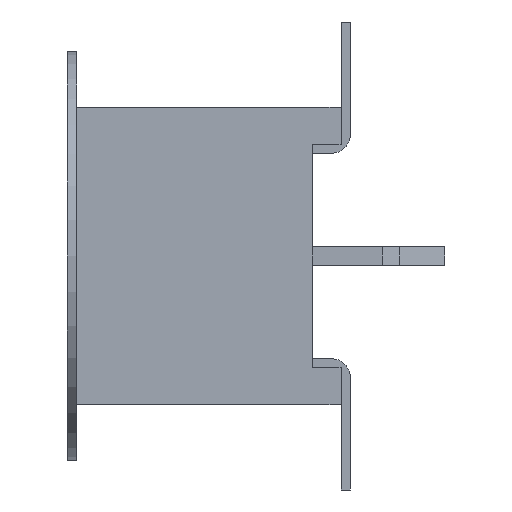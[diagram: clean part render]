
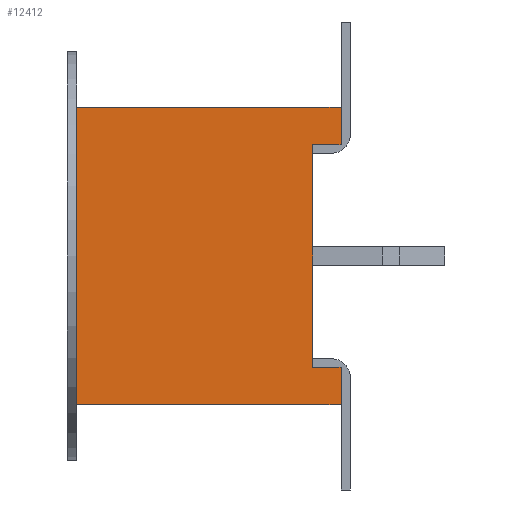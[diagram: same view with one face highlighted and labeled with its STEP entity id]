
A CAD part, left-side view. The second image highlights one B-rep face of the part: STEP entity #12412.
In plain terms, the highlighted planar face has unit normal (-1, 0, 0).
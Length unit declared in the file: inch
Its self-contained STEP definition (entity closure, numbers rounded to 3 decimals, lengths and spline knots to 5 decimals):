
#610=ORIENTED_EDGE('',*,*,#4194,.F.);
#611=ORIENTED_EDGE('',*,*,#4198,.T.);
#612=ORIENTED_EDGE('',*,*,#4197,.T.);
#613=ORIENTED_EDGE('',*,*,#4190,.T.);
#614=ORIENTED_EDGE('',*,*,#4091,.F.);
#615=ORIENTED_EDGE('',*,*,#4199,.F.);
#616=ORIENTED_EDGE('',*,*,#4003,.T.);
#617=ORIENTED_EDGE('',*,*,#4188,.T.);
#4003=EDGE_CURVE('',#5829,#5828,#7007,.T.);
#4091=EDGE_CURVE('',#5887,#5888,#7095,.T.);
#4188=EDGE_CURVE('',#5828,#5953,#7192,.T.);
#4190=EDGE_CURVE('',#5955,#5888,#7194,.T.);
#4194=EDGE_CURVE('',#5957,#5953,#7198,.T.);
#4197=EDGE_CURVE('',#5958,#5955,#7201,.T.);
#4198=EDGE_CURVE('',#5957,#5958,#7202,.T.);
#4199=EDGE_CURVE('',#5829,#5887,#7203,.T.);
#5828=VERTEX_POINT('',#17502);
#5829=VERTEX_POINT('',#17504);
#5887=VERTEX_POINT('',#17650);
#5888=VERTEX_POINT('',#17652);
#5953=VERTEX_POINT('',#17844);
#5955=VERTEX_POINT('',#17850);
#5957=VERTEX_POINT('',#17856);
#5958=VERTEX_POINT('',#17860);
#7007=LINE('',#17503,#8707);
#7095=LINE('',#17651,#8795);
#7192=LINE('',#17845,#8892);
#7194=LINE('',#17849,#8894);
#7198=LINE('',#17857,#8898);
#7201=LINE('',#17863,#8901);
#7202=LINE('',#17865,#8902);
#7203=LINE('',#17866,#8903);
#8707=VECTOR('',#14076,39.37008);
#8795=VECTOR('',#14166,39.37008);
#8892=VECTOR('',#14325,39.37008);
#8894=VECTOR('',#14329,39.37008);
#8898=VECTOR('',#14335,39.37008);
#8901=VECTOR('',#14340,39.37008);
#8902=VECTOR('',#14343,39.37008);
#8903=VECTOR('',#14344,39.37008);
#10348=EDGE_LOOP('',(#610,#611,#612,#613,#614,#615,#616,#617));
#11068=FACE_BOUND('',#10348,.T.);
#11788=PLANE('',#13137);
#12412=ADVANCED_FACE('',(#11068),#11788,.F.);
#13137=AXIS2_PLACEMENT_3D('',#17864,#14341,#14342);
#14076=DIRECTION('',(0.,-1.,0.));
#14166=DIRECTION('',(0.,-1.,0.));
#14325=DIRECTION('',(0.,0.,1.));
#14329=DIRECTION('',(0.,0.,1.));
#14335=DIRECTION('',(0.,-1.,0.));
#14340=DIRECTION('',(0.,-1.,0.));
#14341=DIRECTION('',(1.,0.,0.));
#14342=DIRECTION('',(0.,0.,-1.));
#14343=DIRECTION('',(0.,0.,1.));
#14344=DIRECTION('',(0.,0.,1.));
#17502=CARTESIAN_POINT('',(-0.59025,0.,-0.07875));
#17503=CARTESIAN_POINT('',(-0.59025,0.14,-0.07875));
#17504=CARTESIAN_POINT('',(-0.59025,0.14,-0.07875));
#17650=CARTESIAN_POINT('',(-0.59025,0.14,0.07875));
#17651=CARTESIAN_POINT('',(-0.59025,0.14,0.07875));
#17652=CARTESIAN_POINT('',(-0.59025,0.,0.07875));
#17844=CARTESIAN_POINT('',(-0.59025,0.,-0.05875));
#17845=CARTESIAN_POINT('',(-0.59025,0.,-0.07875));
#17849=CARTESIAN_POINT('',(-0.59025,0.,-0.07875));
#17850=CARTESIAN_POINT('',(-0.59025,0.,0.05875));
#17856=CARTESIAN_POINT('',(-0.59025,0.015,-0.05875));
#17857=CARTESIAN_POINT('',(-0.59025,0.015,-0.05875));
#17860=CARTESIAN_POINT('',(-0.59025,0.015,0.05875));
#17863=CARTESIAN_POINT('',(-0.59025,0.015,0.05875));
#17864=CARTESIAN_POINT('',(-0.59025,0.14,-0.07875));
#17865=CARTESIAN_POINT('',(-0.59025,0.015,-0.05875));
#17866=CARTESIAN_POINT('',(-0.59025,0.14,-0.07875));
